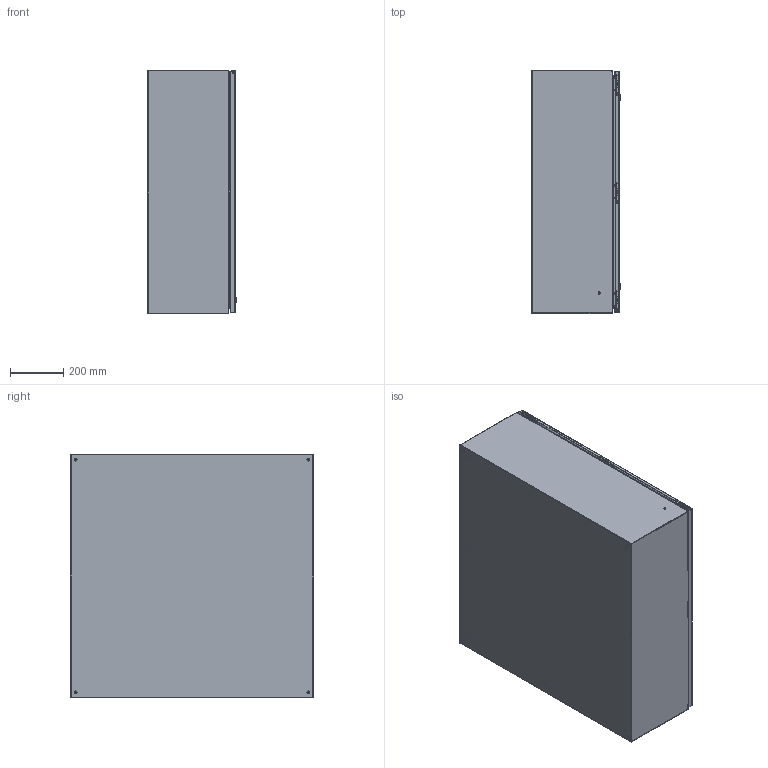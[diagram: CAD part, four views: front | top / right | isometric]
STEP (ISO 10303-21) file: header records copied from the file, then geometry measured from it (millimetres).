
FILE_DESCRIPTION(/* description */ ('36X36X12 316 S.S. BACK, TOP & BOTTOM'),/* implementation_level */ '2;1');
FILE_NAME(/* name */ 'N412363612SSAC.stp',/* time_stamp */ '2016-03-15T10:35:21+05:00',/* author */ ('rsundaram'),/* organization */ (''),/* preprocessor_version */ 'ST-DEVELOPER v16.1',/* originating_system */ 'Autodesk Inventor 2016',/* authorisation */ '');
FILE_SCHEMA (('AUTOMOTIVE_DESIGN { 1 0 10303 214 3 1 1 }'));
Length unit declared in the file: inch
Products named in the file (24): N412363612SSACBTB; N4123612SSACLS; N4123612SSACRS; 388151; 38846; 17376 PIN; 17380 SCREW; 17723 BOX LEAF; 17723-UTI BRACKET; 17910 SEALING WASHER; HFW328176; HFW328175; HFW3161; N4123636SSACLID; 1000-14_prt; 1000-24_prt; 1000-318; 1000-03; 1000-277-01; 1000-u142_asm; N412C3636FIP; 1000-u155_asm; 35124; N412363612SSAC
Assembly tree (40 placements, depth 4):
  N412363612SSAC
    N412363612SSACBTB
    N4123612SSACLS
    N4123612SSACRS
    388151  x8
    38846  x2
    HFW328176  x3
      17376 PIN
      17380 SCREW
      17723 BOX LEAF
      17723-UTI BRACKET
      17910 SEALING WASHER
    HFW328175  x3
    HFW3161  x3
    N4123636SSACLID
    35124  x2
      1000-u155_asm
      1000-14_prt
      1000-24_prt
      1000-u142_asm
        1000-318
        1000-03
        1000-277-01
    N412C3636FIP
Bounding box: 332.1 x 914.4 x 914.4 mm (x, y, z)
Volume: 5971018.1 mm3; surface area: 6135120.8 mm2
Topology: 54 solids, 62 shells, 2357 faces, 5738 edges, 3520 vertices
Faces by surface type: plane 912, cylinder 868, cone 291, bspline 211, torus 67, sphere 8
Full cylindrical faces by diameter (mm): 2.362 x6, 3.175 x3, 3.317 x102, 3.861 x6, 3.962 x3, 4.166 x102, 4.25 x6, 4.366 x6, 4.572 x6, 4.762 x6, 5 x2, 6 x2, 6.35 x14, 6.502 x6, 6.985 x8, 7.62 x8, 8.128 x6, 8.56 x2, 9.144 x6, 9.9 x2, 10 x4, 10.2 x2, 11.05 x2, 11.112 x4, 12.8 x2, 13.5 x2, 14.3 x8, 15.2 x2, 15.8 x2, 16.1 x4
Entity records: 36099 total; most frequent: CARTESIAN_POINT 12977, DIRECTION 4504, ORIENTED_EDGE 4370, EDGE_CURVE 2186, AXIS2_PLACEMENT_3D 1627, VERTEX_POINT 1421, LINE 1250, VECTOR 1250
